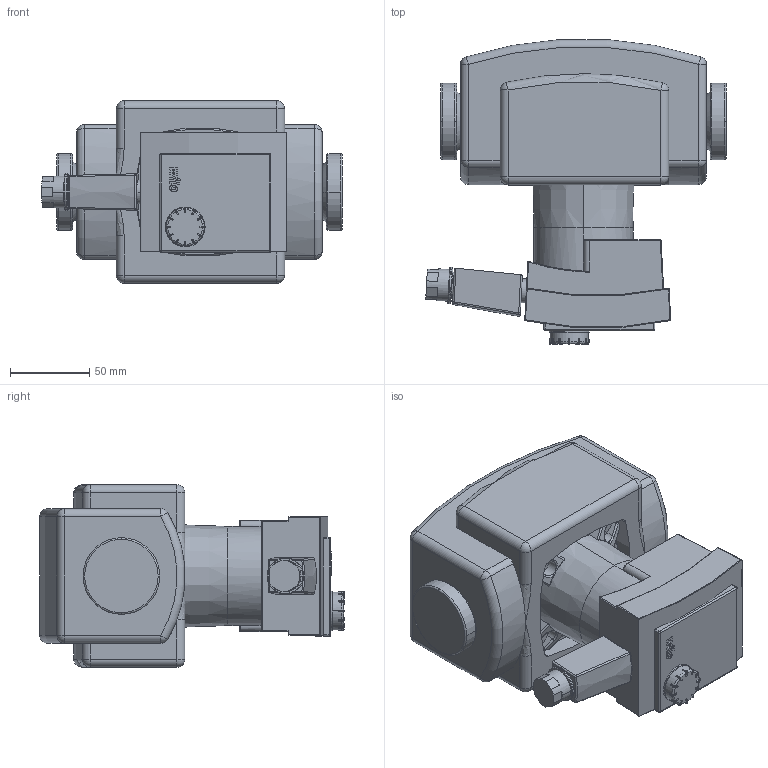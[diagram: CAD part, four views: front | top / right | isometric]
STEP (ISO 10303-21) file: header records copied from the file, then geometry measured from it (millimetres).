
FILE_DESCRIPTION((''),'2;1');
FILE_NAME('3d_STRATOS-PICO-25_1-6-(DE)-4132458.stp','2016-04-29T07:35:11',(''),(''),'Mechanical Desktop 2009','Mechanical Desktop 2009',', , ');
FILE_SCHEMA(('CONFIG_CONTROL_DESIGN'));
Length unit declared in the file: millimetre
Products named in the file (1): Product
Bounding box: 189.41 x 192.04 x 115 mm (x, y, z)
Volume: 1986373 mm3; surface area: 180153 mm2
Topology: 10 solids, 10 shells, 712 faces, 1832 edges, 1068 vertices
Faces by surface type: cylinder 261, plane 159, bspline 100, sphere 100, torus 62, cone 30
Entity records: 26137 total; most frequent: CARTESIAN_POINT 9565, ORIENTED_EDGE 3502, DIRECTION 3437, EDGE_CURVE 1751, AXIS2_PLACEMENT_3D 1345, VERTEX_POINT 1068, VECTOR 747, LINE 747
